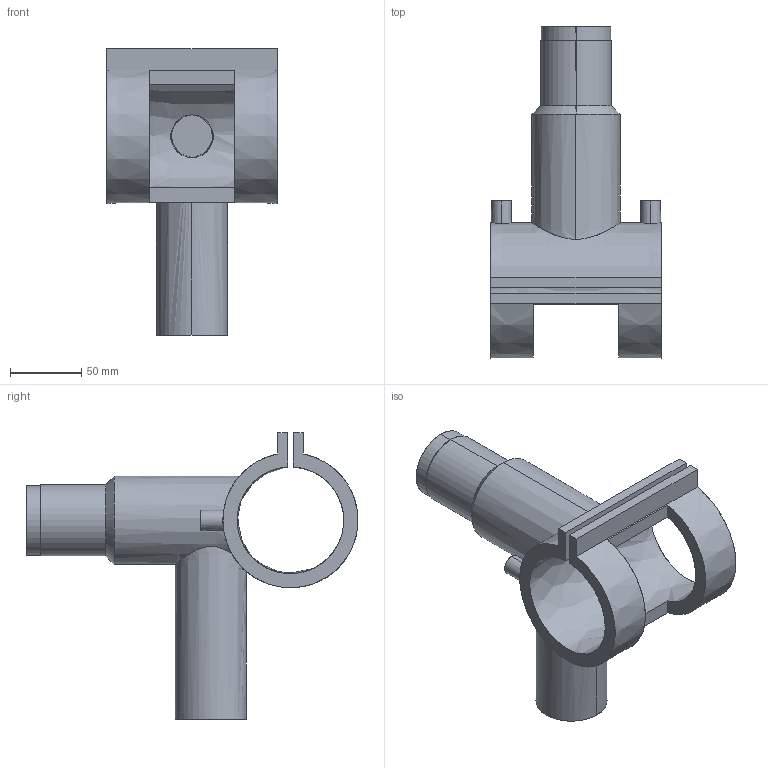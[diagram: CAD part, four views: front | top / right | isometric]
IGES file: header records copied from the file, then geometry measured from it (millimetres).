
Start section: SolidWorks IGES file using analytic representation for surfaces
Global section: file name: Ef Tapping Saddle_75-50.igs; native system: SolidWorks 2019; preprocessor: SolidWorks 2019; author: b.celik; date: 200117.172501; units: millimetre
Bounding box: 120 x 233.5 x 201.64 mm (x, y, z)
Surface area: 143709 mm2 (no closed solid volume)
Topology: 0 solids, 0 shells, 59 faces, 2062 edges, 2062 vertices
Faces by surface type: revolution 36, bspline 23
